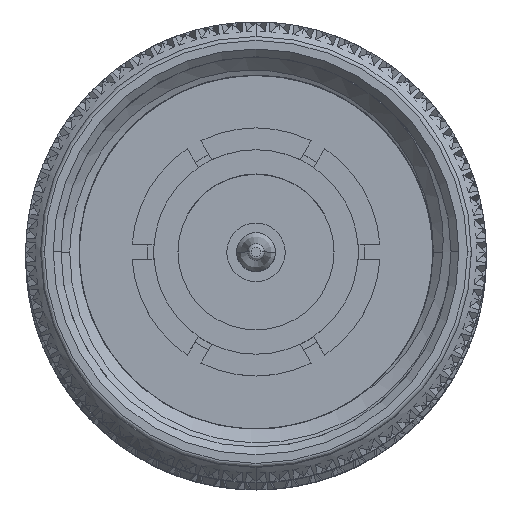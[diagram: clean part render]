
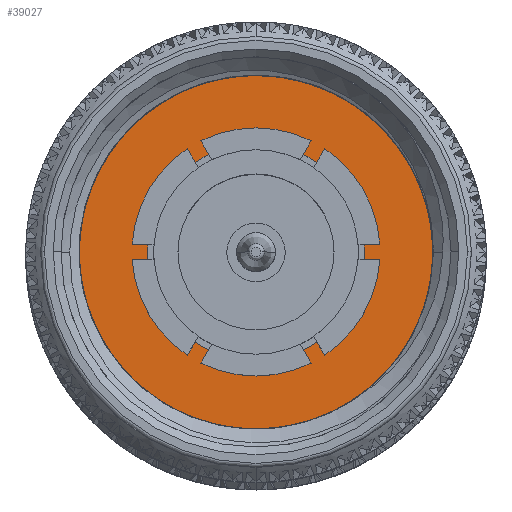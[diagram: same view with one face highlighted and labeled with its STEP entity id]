
A CAD part, top view. The second image highlights one B-rep face of the part: STEP entity #39027.
In plain terms, the highlighted face is planar.
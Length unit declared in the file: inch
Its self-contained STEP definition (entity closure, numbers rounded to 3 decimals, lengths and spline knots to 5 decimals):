
#139 = VERTEX_POINT ( 'NONE', #77590 ) ;
#2712 = DIRECTION ( 'NONE',  ( -1., 0., 0. ) ) ;
#3731 = ORIENTED_EDGE ( 'NONE', *, *, #37377, .F. ) ;
#8664 = CARTESIAN_POINT ( 'NONE',  ( 0.315, 0.20674, -0.0965 ) ) ;
#10897 = CARTESIAN_POINT ( 'NONE',  ( 0.315, 0.09163, -0.21421 ) ) ;
#11807 = DIRECTION ( 'NONE',  ( -1., 0., 0. ) ) ;
#12675 = CARTESIAN_POINT ( 'NONE',  ( 0.315, 0.04734, -0.23019 ) ) ;
#14534 = EDGE_CURVE ( 'NONE', #40835, #68956, #54277, .T. ) ;
#17026 = LINE ( 'NONE', #106596, #76719 ) ;
#17032 = VERTEX_POINT ( 'NONE', #77519 ) ;
#17401 = EDGE_CURVE ( 'NONE', #68956, #85755, #53839, .T. ) ;
#17675 = CARTESIAN_POINT ( 'NONE',  ( 0.315, 0.2268, 0. ) ) ;
#18022 = DIRECTION ( 'NONE',  ( 0., -1., 0. ) ) ;
#18845 = CARTESIAN_POINT ( 'NONE',  ( 0.315, 0.2268, -0.0248 ) ) ;
#19172 = CARTESIAN_POINT ( 'NONE',  ( 0.315, 0., 0. ) ) ;
#20516 = CARTESIAN_POINT ( 'NONE',  ( 0.315, -0.21611, -0.12029 ) ) ;
#21292 = AXIS2_PLACEMENT_3D ( 'NONE', #91692, #45985, #27961 ) ;
#21344 = DIRECTION ( 'NONE',  ( 0., -1., 0. ) ) ;
#24639 = EDGE_CURVE ( 'NONE', #64066, #105977, #28781, .T. ) ;
#26379 = CARTESIAN_POINT ( 'NONE',  ( 0.315, 0.25, 0. ) ) ;
#27563 = DIRECTION ( 'NONE',  ( -1., 0., 0. ) ) ;
#27961 = DIRECTION ( 'NONE',  ( 0., -1., 0. ) ) ;
#28781 = CIRCLE ( 'NONE', #72888, 0.139 ) ;
#28896 = CARTESIAN_POINT ( 'NONE',  ( 0.315, -0.14319, -0.19549 ) ) ;
#30655 = CARTESIAN_POINT ( 'NONE',  ( 0.315, 0.11214, -0.20307 ) ) ;
#30956 = EDGE_CURVE ( 'NONE', #139, #17032, #91437, .T. ) ;
#30984 = DIRECTION ( 'NONE',  ( 0., 0., 1. ) ) ;
#37167 = DIRECTION ( 'NONE',  ( 0., -1., 0. ) ) ;
#37377 = EDGE_CURVE ( 'NONE', #105977, #64066, #103960, .T. ) ;
#38297 = ORIENTED_EDGE ( 'NONE', *, *, #70712, .T. ) ;
#39027 = ADVANCED_FACE ( 'NONE', ( #75498, #93520 ), #94719, .T. ) ;
#39054 = CARTESIAN_POINT ( 'NONE',  ( 0.315, -0.09114, -0.22192 ) ) ;
#40247 = CARTESIAN_POINT ( 'NONE',  ( 0.315, -0.24395, -0.05557 ) ) ;
#40835 = VERTEX_POINT ( 'NONE', #59457 ) ;
#41492 = ORIENTED_EDGE ( 'NONE', *, *, #17401, .T. ) ;
#45985 = DIRECTION ( 'NONE',  ( -1., 0., 0. ) ) ;
#46937 = CARTESIAN_POINT ( 'NONE',  ( 0.315, 0.17973, -0.13833 ) ) ;
#47148 = CARTESIAN_POINT ( 'NONE',  ( 0.315, -0.25, 0. ) ) ;
#49293 = CARTESIAN_POINT ( 'NONE',  ( 0.315, -0.139, 0. ) ) ;
#52366 = AXIS2_PLACEMENT_3D ( 'NONE', #19172, #27563, #37167 ) ;
#53159 = ORIENTED_EDGE ( 'NONE', *, *, #78807, .T. ) ;
#53839 = CIRCLE ( 'NONE', #21292, 0.25 ) ;
#54277 = CIRCLE ( 'NONE', #52366, 0.25 ) ;
#54320 = CARTESIAN_POINT ( 'NONE',  ( 0.315, 0.22269, -0.04961 ) ) ;
#55971 = CARTESIAN_POINT ( 'NONE',  ( 0.315, -0.17908, -0.16565 ) ) ;
#57141 = CARTESIAN_POINT ( 'NONE',  ( 0.315, -0.23679, -0.07783 ) ) ;
#57293 = EDGE_LOOP ( 'NONE', ( #81178, #41492, #53159, #108601, #38297 ) ) ;
#59164 = CARTESIAN_POINT ( 'NONE',  ( 0.315, 0., 0. ) ) ;
#59457 = CARTESIAN_POINT ( 'NONE',  ( 0.315, -0.24791, -0.03227 ) ) ;
#64066 = VERTEX_POINT ( 'NONE', #92528 ) ;
#66172 = CARTESIAN_POINT ( 'NONE',  ( 0.315, 0.14967, -0.17458 ) ) ;
#67939 = CARTESIAN_POINT ( 'NONE',  ( 0.315, -0.08006, -0.22562 ) ) ;
#68956 = VERTEX_POINT ( 'NONE', #47148 ) ;
#70712 = EDGE_CURVE ( 'NONE', #17032, #40835, #105292, .T. ) ;
#71317 = AXIS2_PLACEMENT_3D ( 'NONE', #59164, #2712, #21344 ) ;
#71744 = CARTESIAN_POINT ( 'NONE',  ( 0.315, 0.19488, -0.11866 ) ) ;
#72888 = AXIS2_PLACEMENT_3D ( 'NONE', #74467, #92504, #18022 ) ;
#74134 = CARTESIAN_POINT ( 'NONE',  ( 0.315, 0.17973, -0.13833 ) ) ;
#74467 = CARTESIAN_POINT ( 'NONE',  ( 0.315, 0., 0. ) ) ;
#75498 = FACE_BOUND ( 'NONE', #109776, .T. ) ;
#76719 = VECTOR ( 'NONE', #116796, 39.37008 ) ;
#77519 = CARTESIAN_POINT ( 'NONE',  ( 0.315, 0.17973, -0.13833 ) ) ;
#77590 = CARTESIAN_POINT ( 'NONE',  ( 0.315, 0.2268, 0. ) ) ;
#78807 = EDGE_CURVE ( 'NONE', #85755, #139, #17026, .T. ) ;
#81178 = ORIENTED_EDGE ( 'NONE', *, *, #14534, .T. ) ;
#82827 = AXIS2_PLACEMENT_3D ( 'NONE', #112748, #11807, #30984 ) ;
#83610 = CARTESIAN_POINT ( 'NONE',  ( 0.315, -0.18323, -0.16139 ) ) ;
#84195 = CARTESIAN_POINT ( 'NONE',  ( 0.315, -0.17059, -0.17375 ) ) ;
#85755 = VERTEX_POINT ( 'NONE', #26379 ) ;
#91437 = B_SPLINE_CURVE_WITH_KNOTS ( 'NONE', 3,
 ( #17675, #18845, #54320, #8664, #71744, #74134 ),
 .UNSPECIFIED., .F., .F.,
 ( 4, 2, 4 ),
 ( 0., 0.5, 1. ),
 .UNSPECIFIED. ) ;
#91692 = CARTESIAN_POINT ( 'NONE',  ( 0.315, 0., 0. ) ) ;
#92504 = DIRECTION ( 'NONE',  ( -1., 0., 0. ) ) ;
#92528 = CARTESIAN_POINT ( 'NONE',  ( 0.315, 0.139, 0. ) ) ;
#92616 = CARTESIAN_POINT ( 'NONE',  ( 0.315, -0.20304, -0.13959 ) ) ;
#93207 = CARTESIAN_POINT ( 'NONE',  ( 0.315, 0.16626, -0.15748 ) ) ;
#93520 = FACE_OUTER_BOUND ( 'NONE', #57293, .T. ) ;
#94719 = PLANE ( 'NONE',  #82827 ) ;
#102222 = CARTESIAN_POINT ( 'NONE',  ( 0.315, -0.02259, -0.23676 ) ) ;
#102827 = CARTESIAN_POINT ( 'NONE',  ( 0.315, -0.12315, -0.20758 ) ) ;
#103960 = CIRCLE ( 'NONE', #71317, 0.139 ) ;
#104008 = CARTESIAN_POINT ( 'NONE',  ( 0.315, -0.11265, -0.21292 ) ) ;
#105200 = ORIENTED_EDGE ( 'NONE', *, *, #24639, .F. ) ;
#105292 = B_SPLINE_CURVE_WITH_KNOTS ( 'NONE', 3,
 ( #46937, #93207, #66172, #30655, #10897, #12675, #113017, #102222, #111830, #67939, #39054, #104008, #102827, #28896, #112420, #84195, #55971, #83610, #92616, #20516, #57141, #40247, #111243 ),
 .UNSPECIFIED., .F., .F.,
 ( 4, 2, 2, 2, 2, 2, 2, 1, 2, 2, 2, 4 ),
 ( 0., 0.125, 0.25, 0.375, 0.5, 0.5625, 0.625, 0.6875, 0.71875, 0.75, 0.875, 1. ),
 .UNSPECIFIED. ) ;
#105977 = VERTEX_POINT ( 'NONE', #49293 ) ;
#106596 = CARTESIAN_POINT ( 'NONE',  ( 0.315, 0., 0. ) ) ;
#108601 = ORIENTED_EDGE ( 'NONE', *, *, #30956, .T. ) ;
#109776 = EDGE_LOOP ( 'NONE', ( #105200, #3731 ) ) ;
#111243 = CARTESIAN_POINT ( 'NONE',  ( 0.315, -0.24791, -0.03227 ) ) ;
#111830 = CARTESIAN_POINT ( 'NONE',  ( 0.315, -0.04582, -0.23435 ) ) ;
#112420 = CARTESIAN_POINT ( 'NONE',  ( 0.315, -0.15746, -0.18539 ) ) ;
#112748 = CARTESIAN_POINT ( 'NONE',  ( 0.315, 0., 0. ) ) ;
#113017 = CARTESIAN_POINT ( 'NONE',  ( 0.315, 0.02446, -0.2347 ) ) ;
#116796 = DIRECTION ( 'NONE',  ( 0., -1., 0. ) ) ;
